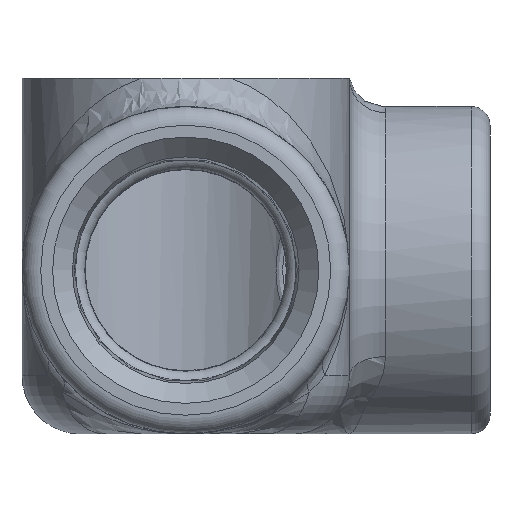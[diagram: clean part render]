
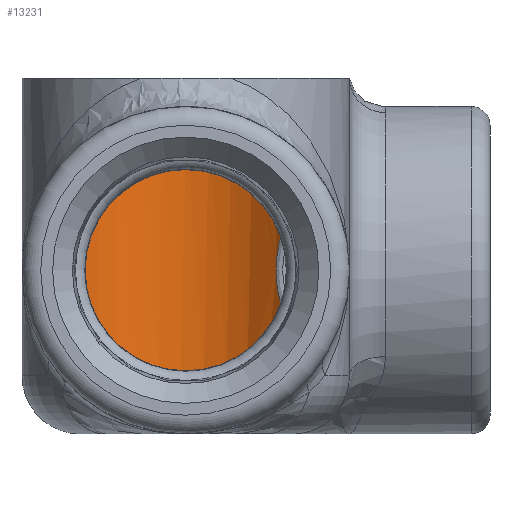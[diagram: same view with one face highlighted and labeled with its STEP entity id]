
A CAD part, left-side view. The second image highlights one B-rep face of the part: STEP entity #13231.
In plain terms, the highlighted cylindrical face has radius 22.733 mm (diameter 45.466 mm), a partial arc.
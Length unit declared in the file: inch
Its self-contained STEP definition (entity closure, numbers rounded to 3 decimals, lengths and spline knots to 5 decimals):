
#478=LINE('',#18394,#1807);
#479=LINE('',#18397,#1808);
#1807=VECTOR('',#14763,0.3937);
#1808=VECTOR('',#14766,0.3937);
#3165=B_SPLINE_CURVE_WITH_KNOTS('',3,(#18291,#18292,#18293,#18294,#18295,
#18296,#18297,#18298,#18299,#18300,#18301,#18302,#18303),.UNSPECIFIED.,
 .F.,.F.,(4,1,1,1,1,1,1,1,1,1,4),(-5.41663,-5.02972,-4.64282,
-3.86902,-3.09521,-2.83728,-2.32141,
-2.06348,-1.54761,-0.7738,0.),
 .UNSPECIFIED.);
#4660=FACE_OUTER_BOUND('',#5397,.T.);
#5397=EDGE_LOOP('',(#9567,#9568,#9569,#9570,#9571));
#6210=CIRCLE('',#14017,0.895);
#6214=CIRCLE('',#14022,0.895);
#6332=VERTEX_POINT('',#18288);
#6333=VERTEX_POINT('',#18290);
#6339=VERTEX_POINT('',#18385);
#6342=VERTEX_POINT('',#18393);
#6343=VERTEX_POINT('',#18395);
#7611=EDGE_CURVE('',#6332,#6333,#3165,.T.);
#7622=EDGE_CURVE('',#6333,#6339,#6210,.T.);
#7626=EDGE_CURVE('',#6342,#6332,#478,.T.);
#7627=EDGE_CURVE('',#6343,#6342,#6214,.T.);
#7628=EDGE_CURVE('',#6343,#6339,#479,.T.);
#9567=ORIENTED_EDGE('',*,*,#7611,.F.);
#9568=ORIENTED_EDGE('',*,*,#7626,.F.);
#9569=ORIENTED_EDGE('',*,*,#7627,.F.);
#9570=ORIENTED_EDGE('',*,*,#7628,.T.);
#9571=ORIENTED_EDGE('',*,*,#7622,.F.);
#13157=CYLINDRICAL_SURFACE('',#14021,0.895);
#13231=ADVANCED_FACE('',(#4660),#13157,.F.);
#14017=AXIS2_PLACEMENT_3D('',#18386,#14753,#14754);
#14021=AXIS2_PLACEMENT_3D('',#18392,#14761,#14762);
#14022=AXIS2_PLACEMENT_3D('',#18396,#14764,#14765);
#14753=DIRECTION('center_axis',(0.,0.,1.));
#14754=DIRECTION('ref_axis',(1.,0.,0.));
#14761=DIRECTION('center_axis',(0.,0.,-1.));
#14762=DIRECTION('ref_axis',(0.,1.,0.));
#14763=DIRECTION('',(0.,0.,-1.));
#14764=DIRECTION('center_axis',(0.,0.,-1.));
#14765=DIRECTION('ref_axis',(0.,1.,0.));
#14766=DIRECTION('',(0.,0.,-1.));
#18288=CARTESIAN_POINT('',(2.185,-0.895,0.63748));
#18290=CARTESIAN_POINT('',(2.39476,-0.87007,-0.79));
#18291=CARTESIAN_POINT('Ctrl Pts',(2.185,-0.895,0.63748));
#18292=CARTESIAN_POINT('Ctrl Pts',(2.23258,-0.895,0.63748));
#18293=CARTESIAN_POINT('Ctrl Pts',(2.32763,-0.88729,
0.62614));
#18294=CARTESIAN_POINT('Ctrl Pts',(2.50466,-0.84415,
0.56085));
#18295=CARTESIAN_POINT('Ctrl Pts',(2.68343,-0.75344,
0.41545));
#18296=CARTESIAN_POINT('Ctrl Pts',(2.78899,-0.6623,
0.22621));
#18297=CARTESIAN_POINT('Ctrl Pts',(2.84005,-0.61036,
0.03766));
#18298=CARTESIAN_POINT('Ctrl Pts',(2.85086,-0.59794,
-0.09887));
#18299=CARTESIAN_POINT('Ctrl Pts',(2.83274,-0.61796,
-0.2668));
#18300=CARTESIAN_POINT('Ctrl Pts',(2.77604,-0.67592,
-0.45298));
#18301=CARTESIAN_POINT('Ctrl Pts',(2.63814,-0.78292,
-0.65522));
#18302=CARTESIAN_POINT('Ctrl Pts',(2.4825,-0.84892,-0.75778));
#18303=CARTESIAN_POINT('Ctrl Pts',(2.39476,-0.87007,
-0.79));
#18385=CARTESIAN_POINT('',(2.185,0.895,-0.79));
#18386=CARTESIAN_POINT('Origin',(2.185,0.,-0.79));
#18392=CARTESIAN_POINT('Origin',(2.185,0.,0.86));
#18393=CARTESIAN_POINT('',(2.185,-0.895,0.86));
#18394=CARTESIAN_POINT('',(2.185,-0.895,0.86));
#18395=CARTESIAN_POINT('',(2.185,0.895,0.86));
#18396=CARTESIAN_POINT('Origin',(2.185,0.,0.86));
#18397=CARTESIAN_POINT('',(2.185,0.895,0.86));
